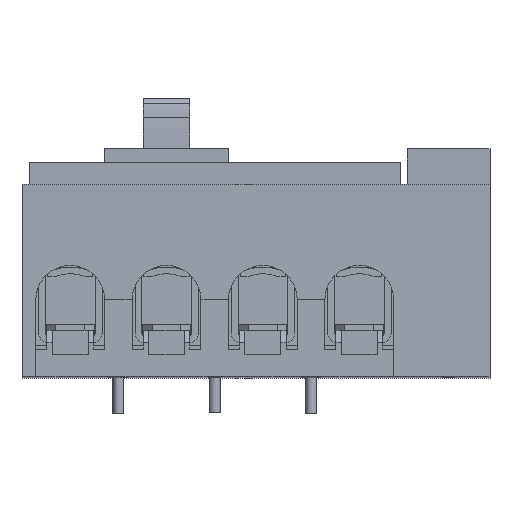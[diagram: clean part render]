
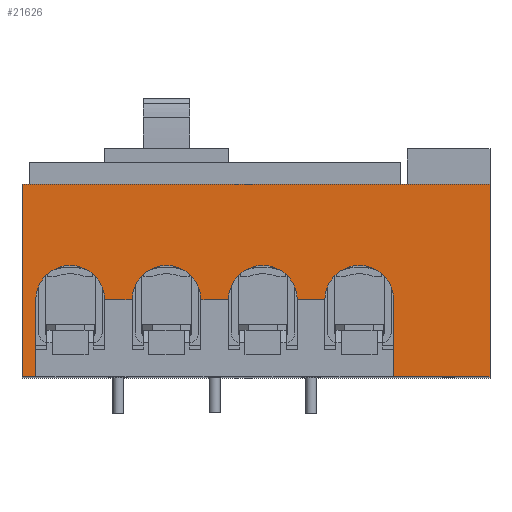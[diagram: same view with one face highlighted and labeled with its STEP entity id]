
A CAD part, top view. The second image highlights one B-rep face of the part: STEP entity #21626.
In plain terms, the highlighted planar face has unit normal (0, 0, 1).
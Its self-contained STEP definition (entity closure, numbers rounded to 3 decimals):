
#21533=AXIS2_PLACEMENT_3D('Plane Axis2P3D',#21530,#21531,#21532) ;
#21546=AXIS2_PLACEMENT_3D('Circle Axis2P3D',#21544,#21545,$) ;
#21560=AXIS2_PLACEMENT_3D('Circle Axis2P3D',#21558,#21559,$) ;
#21574=AXIS2_PLACEMENT_3D('Circle Axis2P3D',#21572,#21573,$) ;
#21588=AXIS2_PLACEMENT_3D('Circle Axis2P3D',#21586,#21587,$) ;
#21421=CARTESIAN_POINT('Vertex',(-52.5,70.,77.)) ;
#21424=CARTESIAN_POINT('Line Origine',(32.5,70.,77.)) ;
#21428=CARTESIAN_POINT('Vertex',(117.5,70.,77.)) ;
#21455=CARTESIAN_POINT('Line Origine',(-52.5,35.,77.)) ;
#21459=CARTESIAN_POINT('Vertex',(-52.5,0.,77.)) ;
#21499=CARTESIAN_POINT('Vertex',(117.5,0.,77.)) ;
#21509=CARTESIAN_POINT('Line Origine',(117.5,35.,77.)) ;
#21530=CARTESIAN_POINT('Axis2P3D Location',(0.,0.,77.)) ;
#21535=CARTESIAN_POINT('Line Origine',(-47.5,14.,77.)) ;
#21539=CARTESIAN_POINT('Vertex',(-47.5,0.,77.)) ;
#21541=CARTESIAN_POINT('Vertex',(-47.5,28.,77.)) ;
#21544=CARTESIAN_POINT('Axis2P3D Location',(-35.,28.,77.)) ;
#21548=CARTESIAN_POINT('Vertex',(-22.5,28.,77.)) ;
#21551=CARTESIAN_POINT('Line Origine',(-17.5,28.,77.)) ;
#21555=CARTESIAN_POINT('Vertex',(-12.5,28.,77.)) ;
#21558=CARTESIAN_POINT('Axis2P3D Location',(0.,28.,77.)) ;
#21562=CARTESIAN_POINT('Vertex',(12.5,28.,77.)) ;
#21565=CARTESIAN_POINT('Line Origine',(17.5,28.,77.)) ;
#21569=CARTESIAN_POINT('Vertex',(22.5,28.,77.)) ;
#21572=CARTESIAN_POINT('Axis2P3D Location',(35.,28.,77.)) ;
#21576=CARTESIAN_POINT('Vertex',(47.5,28.,77.)) ;
#21579=CARTESIAN_POINT('Line Origine',(52.5,28.,77.)) ;
#21583=CARTESIAN_POINT('Vertex',(57.5,28.,77.)) ;
#21586=CARTESIAN_POINT('Axis2P3D Location',(70.,28.,77.)) ;
#21590=CARTESIAN_POINT('Vertex',(82.5,28.,77.)) ;
#21593=CARTESIAN_POINT('Line Origine',(82.5,14.,77.)) ;
#21597=CARTESIAN_POINT('Vertex',(82.5,0.,77.)) ;
#21600=CARTESIAN_POINT('Line Origine',(100.,0.,77.)) ;
#21605=CARTESIAN_POINT('Line Origine',(-50.,0.,77.)) ;
#21425=DIRECTION('Vector Direction',(1.,0.,0.)) ;
#21456=DIRECTION('Vector Direction',(0.,1.,0.)) ;
#21510=DIRECTION('Vector Direction',(0.,1.,0.)) ;
#21531=DIRECTION('Axis2P3D Direction',(0.,0.,-1.)) ;
#21532=DIRECTION('Axis2P3D XDirection',(0.,1.,0.)) ;
#21536=DIRECTION('Vector Direction',(0.,1.,0.)) ;
#21545=DIRECTION('Axis2P3D Direction',(0.,0.,-1.)) ;
#21552=DIRECTION('Vector Direction',(1.,0.,0.)) ;
#21559=DIRECTION('Axis2P3D Direction',(0.,0.,-1.)) ;
#21566=DIRECTION('Vector Direction',(1.,0.,0.)) ;
#21573=DIRECTION('Axis2P3D Direction',(0.,0.,-1.)) ;
#21580=DIRECTION('Vector Direction',(1.,0.,0.)) ;
#21587=DIRECTION('Axis2P3D Direction',(0.,0.,-1.)) ;
#21594=DIRECTION('Vector Direction',(0.,1.,0.)) ;
#21601=DIRECTION('Vector Direction',(1.,0.,0.)) ;
#21606=DIRECTION('Vector Direction',(1.,0.,0.)) ;
#21426=VECTOR('Line Direction',#21425,1.) ;
#21457=VECTOR('Line Direction',#21456,1.) ;
#21511=VECTOR('Line Direction',#21510,1.) ;
#21537=VECTOR('Line Direction',#21536,1.) ;
#21553=VECTOR('Line Direction',#21552,1.) ;
#21567=VECTOR('Line Direction',#21566,1.) ;
#21581=VECTOR('Line Direction',#21580,1.) ;
#21595=VECTOR('Line Direction',#21594,1.) ;
#21602=VECTOR('Line Direction',#21601,1.) ;
#21607=VECTOR('Line Direction',#21606,1.) ;
#21611=ORIENTED_EDGE('',*,*,#21543,.T.) ;
#21612=ORIENTED_EDGE('',*,*,#21550,.T.) ;
#21613=ORIENTED_EDGE('',*,*,#21557,.T.) ;
#21614=ORIENTED_EDGE('',*,*,#21564,.T.) ;
#21615=ORIENTED_EDGE('',*,*,#21571,.T.) ;
#21616=ORIENTED_EDGE('',*,*,#21578,.T.) ;
#21617=ORIENTED_EDGE('',*,*,#21585,.T.) ;
#21618=ORIENTED_EDGE('',*,*,#21592,.T.) ;
#21619=ORIENTED_EDGE('',*,*,#21599,.F.) ;
#21620=ORIENTED_EDGE('',*,*,#21604,.T.) ;
#21621=ORIENTED_EDGE('',*,*,#21513,.F.) ;
#21622=ORIENTED_EDGE('',*,*,#21430,.F.) ;
#21623=ORIENTED_EDGE('',*,*,#21461,.T.) ;
#21624=ORIENTED_EDGE('',*,*,#21609,.T.) ;
#21626=ADVANCED_FACE('Copriterminale basso esteso (superiore)',(#21625),#21534,.F.) ;
#21547=CIRCLE('generated circle',#21546,12.5) ;
#21561=CIRCLE('generated circle',#21560,12.5) ;
#21575=CIRCLE('generated circle',#21574,12.5) ;
#21589=CIRCLE('generated circle',#21588,12.5) ;
#21430=EDGE_CURVE('',#21422,#21429,#21427,.T.) ;
#21461=EDGE_CURVE('',#21422,#21460,#21458,.F.) ;
#21513=EDGE_CURVE('',#21429,#21500,#21512,.F.) ;
#21543=EDGE_CURVE('',#21540,#21542,#21538,.T.) ;
#21550=EDGE_CURVE('',#21542,#21549,#21547,.T.) ;
#21557=EDGE_CURVE('',#21549,#21556,#21554,.T.) ;
#21564=EDGE_CURVE('',#21556,#21563,#21561,.T.) ;
#21571=EDGE_CURVE('',#21563,#21570,#21568,.T.) ;
#21578=EDGE_CURVE('',#21570,#21577,#21575,.T.) ;
#21585=EDGE_CURVE('',#21577,#21584,#21582,.T.) ;
#21592=EDGE_CURVE('',#21584,#21591,#21589,.T.) ;
#21599=EDGE_CURVE('',#21598,#21591,#21596,.T.) ;
#21604=EDGE_CURVE('',#21598,#21500,#21603,.T.) ;
#21609=EDGE_CURVE('',#21460,#21540,#21608,.T.) ;
#21610=EDGE_LOOP('',(#21611,#21612,#21613,#21614,#21615,#21616,#21617,#21618,#21619,#21620,#21621,#21622,#21623,#21624)) ;
#21625=FACE_OUTER_BOUND('',#21610,.T.) ;
#21427=LINE('Line',#21424,#21426) ;
#21458=LINE('Line',#21455,#21457) ;
#21512=LINE('Line',#21509,#21511) ;
#21538=LINE('Line',#21535,#21537) ;
#21554=LINE('Line',#21551,#21553) ;
#21568=LINE('Line',#21565,#21567) ;
#21582=LINE('Line',#21579,#21581) ;
#21596=LINE('Line',#21593,#21595) ;
#21603=LINE('Line',#21600,#21602) ;
#21608=LINE('Line',#21605,#21607) ;
#21534=PLANE('',#21533) ;
#21422=VERTEX_POINT('',#21421) ;
#21429=VERTEX_POINT('',#21428) ;
#21460=VERTEX_POINT('',#21459) ;
#21500=VERTEX_POINT('',#21499) ;
#21540=VERTEX_POINT('',#21539) ;
#21542=VERTEX_POINT('',#21541) ;
#21549=VERTEX_POINT('',#21548) ;
#21556=VERTEX_POINT('',#21555) ;
#21563=VERTEX_POINT('',#21562) ;
#21570=VERTEX_POINT('',#21569) ;
#21577=VERTEX_POINT('',#21576) ;
#21584=VERTEX_POINT('',#21583) ;
#21591=VERTEX_POINT('',#21590) ;
#21598=VERTEX_POINT('',#21597) ;
